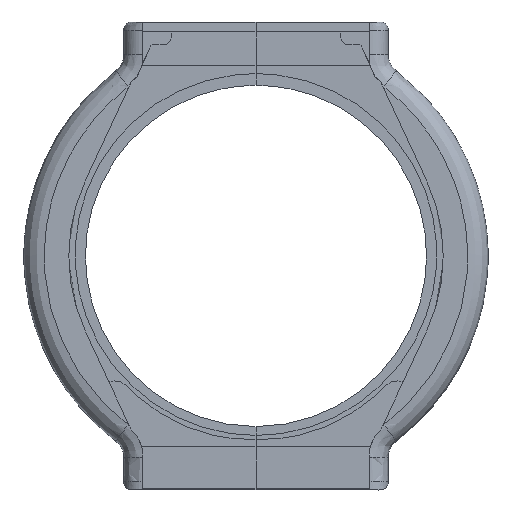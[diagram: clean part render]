
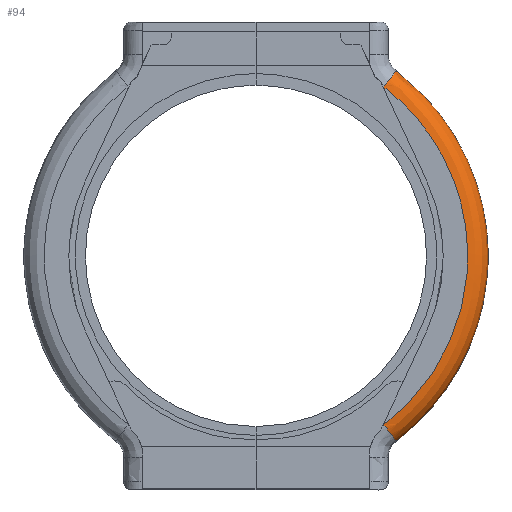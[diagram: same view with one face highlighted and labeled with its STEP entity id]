
A CAD part, front view. The second image highlights one B-rep face of the part: STEP entity #94.
In plain terms, the highlighted free-form (B-spline) face has degree [2, 3] with [3, 16] control points.
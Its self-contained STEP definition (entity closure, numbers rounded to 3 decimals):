
#94=ADVANCED_FACE('',(#252),#2327,.T.);
#252=FACE_OUTER_BOUND('',#412,.T.);
#412=EDGE_LOOP('',(#824,#825,#826,#827));
#824=ORIENTED_EDGE('',*,*,#1440,.F.);
#825=ORIENTED_EDGE('',*,*,#1452,.F.);
#826=ORIENTED_EDGE('',*,*,#1451,.F.);
#827=ORIENTED_EDGE('',*,*,#1421,.F.);
#1421=EDGE_CURVE('',#2137,#2139,#1785,.T.);
#1440=EDGE_CURVE('',#2065,#2137,#1800,.T.);
#1451=EDGE_CURVE('',#2139,#2157,#1810,.T.);
#1452=EDGE_CURVE('',#2157,#2065,#1811,.T.);
#1785=(
BOUNDED_CURVE()
B_SPLINE_CURVE(3,(#4922,#4923,#4924,#4925,#4926,#4927,#4928,#4929,#4930,
#4931,#4932,#4933,#4934,#4935,#4936,#4937,#4938,#4939,#4940,#4941,#4942,
#4943,#4944,#4945,#4946),.UNSPECIFIED.,.F.,.F.)
B_SPLINE_CURVE_WITH_KNOTS((4,3,3,3,3,3,3,3,4),(0.892,7.496,
13.99,20.012,26.034,29.281,32.528,
37.12,39.132),.UNSPECIFIED.)
CURVE()
GEOMETRIC_REPRESENTATION_ITEM()
RATIONAL_B_SPLINE_CURVE((1.,1.,1.,1.,1.,1.,1.,1.,1.,1.,1.,1.,1.,1.,1.,1.,
1.,1.,1.,1.,1.,1.,1.,1.,1.))
REPRESENTATION_ITEM('')
);
#1800=(
BOUNDED_CURVE()
B_SPLINE_CURVE(2,(#5040,#5041,#5042),.UNSPECIFIED.,.F.,.F.)
B_SPLINE_CURVE_WITH_KNOTS((3,3),(-3.142,0.),.UNSPECIFIED.)
CURVE()
GEOMETRIC_REPRESENTATION_ITEM()
RATIONAL_B_SPLINE_CURVE((1.,0.707,1.))
REPRESENTATION_ITEM('')
);
#1810=(
BOUNDED_CURVE()
B_SPLINE_CURVE(2,(#5097,#5098,#5099),.UNSPECIFIED.,.F.,.F.)
B_SPLINE_CURVE_WITH_KNOTS((3,3),(0.,3.142),.UNSPECIFIED.)
CURVE()
GEOMETRIC_REPRESENTATION_ITEM()
RATIONAL_B_SPLINE_CURVE((1.,0.707,1.))
REPRESENTATION_ITEM('')
);
#1811=(
BOUNDED_CURVE()
B_SPLINE_CURVE(3,(#5100,#5101,#5102,#5103,#5104,#5105,#5106,#5107,#5108,
#5109,#5110,#5111,#5112,#5113,#5114,#5115,#5116,#5117,#5118,#5119,#5120,
#5121,#5122,#5123,#5124),.UNSPECIFIED.,.F.,.F.)
B_SPLINE_CURVE_WITH_KNOTS((4,3,3,3,3,3,3,3,4),(-39.132,-37.12,
-32.528,-29.281,-26.034,-20.012,
-13.99,-7.496,-0.892),.UNSPECIFIED.)
CURVE()
GEOMETRIC_REPRESENTATION_ITEM()
RATIONAL_B_SPLINE_CURVE((1.,1.,1.,1.,1.,
1.,1.,1.,1.,1.,1.,1.,1.,1.,1.,1.,1.,1.,1.,1.,1.,1.,1.,1.,1.))
REPRESENTATION_ITEM('')
);
#2065=VERTEX_POINT('',#4223);
#2137=VERTEX_POINT('',#4295);
#2139=VERTEX_POINT('',#4297);
#2157=VERTEX_POINT('',#4315);
#2327=(
BOUNDED_SURFACE()
B_SPLINE_SURFACE(2,3,((#3140,#3141,#3142,#3143,#3144,#3145,#3146,#3147,
#3148,#3149,#3150,#3151,#3152,#3153,#3154,#3155),(#3156,#3157,#3158,#3159,
#3160,#3161,#3162,#3163,#3164,#3165,#3166,#3167,#3168,#3169,#3170,#3171),
(#3172,#3173,#3174,#3175,#3176,#3177,#3178,#3179,#3180,#3181,#3182,#3183,
#3184,#3185,#3186,#3187)),.UNSPECIFIED.,.F.,.F.,.F.)
B_SPLINE_SURFACE_WITH_KNOTS((3,3),(4,1,1,1,1,1,1,1,1,1,1,1,1,4),(0.,3.142),
(-9.207,-5.47,-1.687,0.812,
7.496,13.99,20.012,26.034,29.281,
32.528,37.12,41.711,45.494,49.231),
 .UNSPECIFIED.)
GEOMETRIC_REPRESENTATION_ITEM()
RATIONAL_B_SPLINE_SURFACE(((1.,1.,1.,1.,1.,1.,1.,
1.,1.,1.,1.,1.,1.,1.,1.,1.),(0.707,
0.707,0.707,0.707,0.707,
0.707,0.707,0.707,0.707,
0.707,0.707,0.707,0.707,
0.707,0.707,0.707),(1.,1.,1.,1.,
1.,1.,1.,1.,1.,1.,1.,1.,1.,1.,
1.,1.)))
REPRESENTATION_ITEM('')
SURFACE()
);
#3140=CARTESIAN_POINT('',(3.65,2.,22.435));
#3141=CARTESIAN_POINT('',(4.998,2.,22.216));
#3142=CARTESIAN_POINT('',(7.671,2.,21.529));
#3143=CARTESIAN_POINT('',(11.009,2.,19.986));
#3144=CARTESIAN_POINT('',(14.97,2.,17.369));
#3145=CARTESIAN_POINT('',(18.99,2.,13.182));
#3146=CARTESIAN_POINT('',(22.061,2.,6.775));
#3147=CARTESIAN_POINT('',(23.052,2.,0.));
#3148=CARTESIAN_POINT('',(22.234,2.,-5.589));
#3149=CARTESIAN_POINT('',(20.579,2.,-9.869));
#3150=CARTESIAN_POINT('',(18.541,2.,-13.385));
#3151=CARTESIAN_POINT('',(15.545,2.,-16.838));
#3152=CARTESIAN_POINT('',(11.706,2.,-19.665));
#3153=CARTESIAN_POINT('',(7.671,2.,-21.529));
#3154=CARTESIAN_POINT('',(4.998,2.,-22.216));
#3155=CARTESIAN_POINT('',(3.65,2.,-22.435));
#3156=CARTESIAN_POINT('',(3.65,0.,22.435));
#3157=CARTESIAN_POINT('',(4.998,0.,22.216));
#3158=CARTESIAN_POINT('',(7.671,0.,21.529));
#3159=CARTESIAN_POINT('',(11.009,0.,19.986));
#3160=CARTESIAN_POINT('',(14.97,0.,17.369));
#3161=CARTESIAN_POINT('',(18.99,0.,13.182));
#3162=CARTESIAN_POINT('',(22.061,0.,6.775));
#3163=CARTESIAN_POINT('',(23.052,0.,0.));
#3164=CARTESIAN_POINT('',(22.234,0.,-5.589));
#3165=CARTESIAN_POINT('',(20.579,0.,-9.869));
#3166=CARTESIAN_POINT('',(18.541,0.,-13.385));
#3167=CARTESIAN_POINT('',(15.545,0.,-16.838));
#3168=CARTESIAN_POINT('',(11.706,0.,-19.665));
#3169=CARTESIAN_POINT('',(7.671,0.,-21.529));
#3170=CARTESIAN_POINT('',(4.998,0.,-22.216));
#3171=CARTESIAN_POINT('',(3.65,0.,-22.435));
#3172=CARTESIAN_POINT('',(3.329,0.,20.461));
#3173=CARTESIAN_POINT('',(4.558,0.,20.261));
#3174=CARTESIAN_POINT('',(6.996,0.,19.635));
#3175=CARTESIAN_POINT('',(10.04,0.,18.228));
#3176=CARTESIAN_POINT('',(13.653,0.,15.84));
#3177=CARTESIAN_POINT('',(17.319,0.,12.022));
#3178=CARTESIAN_POINT('',(20.12,0.,6.179));
#3179=CARTESIAN_POINT('',(21.024,0.,0.));
#3180=CARTESIAN_POINT('',(20.278,0.,-5.097));
#3181=CARTESIAN_POINT('',(18.768,0.,-9.));
#3182=CARTESIAN_POINT('',(16.909,0.,-12.207));
#3183=CARTESIAN_POINT('',(14.178,0.,-15.356));
#3184=CARTESIAN_POINT('',(10.676,0.,-17.935));
#3185=CARTESIAN_POINT('',(6.996,0.,-19.635));
#3186=CARTESIAN_POINT('',(4.558,0.,-20.261));
#3187=CARTESIAN_POINT('',(3.328,0.,-20.461));
#4223=CARTESIAN_POINT('',(12.52,0.,16.522));
#4295=CARTESIAN_POINT('',(13.728,2.,18.116));
#4297=CARTESIAN_POINT('',(13.728,2.,-18.116));
#4315=CARTESIAN_POINT('',(12.52,0.,-16.522));
#4922=CARTESIAN_POINT('',(13.728,2.,18.116));
#4923=CARTESIAN_POINT('',(15.651,2.,16.659));
#4924=CARTESIAN_POINT('',(17.341,2.,14.892));
#4925=CARTESIAN_POINT('',(18.711,2.,12.905));
#4926=CARTESIAN_POINT('',(20.059,2.,10.951));
#4927=CARTESIAN_POINT('',(21.098,2.,8.784));
#4928=CARTESIAN_POINT('',(21.778,2.,6.51));
#4929=CARTESIAN_POINT('',(22.408,2.,4.402));
#4930=CARTESIAN_POINT('',(22.73,2.,2.201));
#4931=CARTESIAN_POINT('',(22.73,2.,0.));
#4932=CARTESIAN_POINT('',(22.73,2.,-2.201));
#4933=CARTESIAN_POINT('',(22.408,2.,-4.402));
#4934=CARTESIAN_POINT('',(21.778,2.,-6.511));
#4935=CARTESIAN_POINT('',(21.438,2.,-7.648));
#4936=CARTESIAN_POINT('',(21.008,2.,-8.758));
#4937=CARTESIAN_POINT('',(20.495,2.,-9.828));
#4938=CARTESIAN_POINT('',(19.982,2.,-10.899));
#4939=CARTESIAN_POINT('',(19.385,2.,-11.929));
#4940=CARTESIAN_POINT('',(18.711,2.,-12.906));
#4941=CARTESIAN_POINT('',(17.758,2.,-14.287));
#4942=CARTESIAN_POINT('',(16.652,2.,-15.562));
#4943=CARTESIAN_POINT('',(15.419,2.,-16.701));
#4944=CARTESIAN_POINT('',(14.879,2.,-17.2));
#4945=CARTESIAN_POINT('',(14.314,2.,-17.672));
#4946=CARTESIAN_POINT('',(13.728,2.,-18.116));
#5040=CARTESIAN_POINT('',(12.52,0.,16.522));
#5041=CARTESIAN_POINT('',(13.728,0.,18.117));
#5042=CARTESIAN_POINT('',(13.728,2.,18.116));
#5097=CARTESIAN_POINT('',(13.728,2.,-18.116));
#5098=CARTESIAN_POINT('',(13.728,0.,-18.116));
#5099=CARTESIAN_POINT('',(12.52,0.,-16.522));
#5100=CARTESIAN_POINT('',(12.52,0.,-16.522));
#5101=CARTESIAN_POINT('',(13.054,0.,-16.117));
#5102=CARTESIAN_POINT('',(13.569,0.,-15.686));
#5103=CARTESIAN_POINT('',(14.062,0.,-15.231));
#5104=CARTESIAN_POINT('',(15.187,0.,-14.193));
#5105=CARTESIAN_POINT('',(16.196,0.,-13.03));
#5106=CARTESIAN_POINT('',(17.065,0.,-11.77));
#5107=CARTESIAN_POINT('',(17.679,0.,-10.879));
#5108=CARTESIAN_POINT('',(18.224,0.,-9.94));
#5109=CARTESIAN_POINT('',(18.692,0.,-8.964));
#5110=CARTESIAN_POINT('',(19.16,0.,-7.988));
#5111=CARTESIAN_POINT('',(19.552,0.,-6.975));
#5112=CARTESIAN_POINT('',(19.862,0.,-5.938));
#5113=CARTESIAN_POINT('',(20.436,0.,-4.015));
#5114=CARTESIAN_POINT('',(20.73,0.,-2.007));
#5115=CARTESIAN_POINT('',(20.73,0.,0.));
#5116=CARTESIAN_POINT('',(20.73,0.,2.007));
#5117=CARTESIAN_POINT('',(20.437,0.,4.014));
#5118=CARTESIAN_POINT('',(19.862,0.,5.937));
#5119=CARTESIAN_POINT('',(19.242,0.,8.012));
#5120=CARTESIAN_POINT('',(18.294,0.,9.988));
#5121=CARTESIAN_POINT('',(17.065,0.,11.77));
#5122=CARTESIAN_POINT('',(15.815,0.,13.582));
#5123=CARTESIAN_POINT('',(14.274,0.,15.193));
#5124=CARTESIAN_POINT('',(12.52,0.,16.522));
